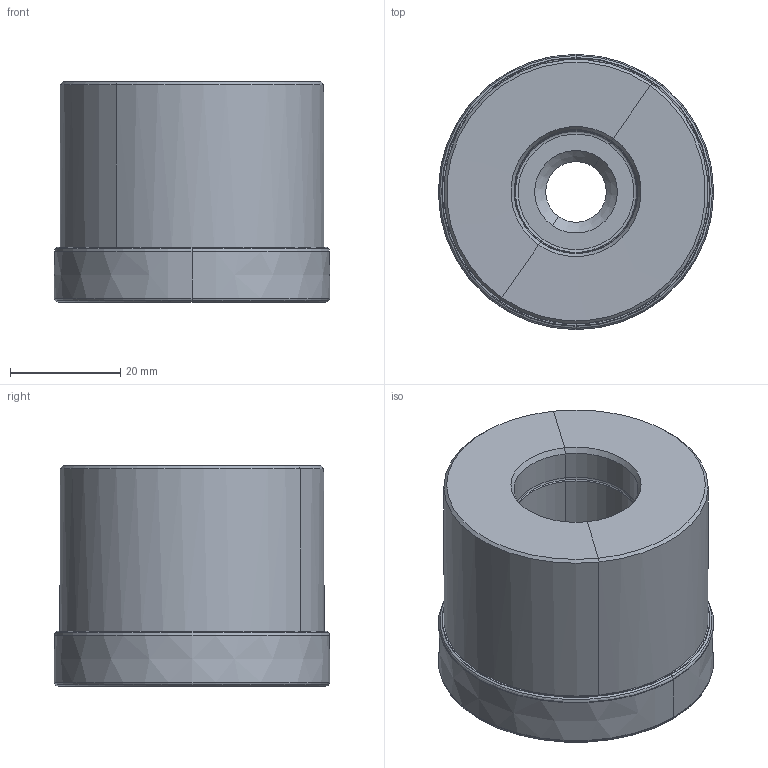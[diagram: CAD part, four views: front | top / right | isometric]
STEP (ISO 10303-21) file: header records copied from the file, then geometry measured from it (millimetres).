
FILE_DESCRIPTION((''),'2;1');
FILE_NAME('607041204-000-00-E43','2020-04-06T15:26:14',('bernerhp'),(''),'CREO PARAMETRIC BY PTC INC, 2019030','CREO PARAMETRIC BY PTC INC, 2019030','');
FILE_SCHEMA(('AP242_MANAGED_MODEL_BASED_3D_ENGINEERING_MIM_LF { 1 0 10303 442 1 1 4 }'));
Length unit declared in the file: millimetre
Products named in the file (1): 607041204-000-00-E43
Bounding box: 50.01 x 50.01 x 40 mm (x, y, z)
Volume: 61425.5 mm3; surface area: 11944.7 mm2
Topology: 1 solids, 1 shells, 69 faces, 248 edges, 188 vertices
Faces by surface type: cone 24, revolution 24, cylinder 12, torus 6, plane 3
Entity records: 4234 total; most frequent: CARTESIAN_POINT 927, DIRECTION 399, PRESENTATION_STYLE_ASSIGNMENT 308, ORIENTED_EDGE 280, STYLED_ITEM 276, CURVE_STYLE 275, EDGE_CURVE 140, AXIS2_PLACEMENT_3D 138
